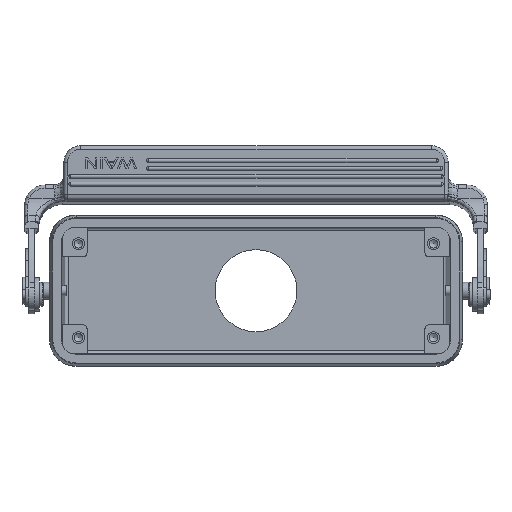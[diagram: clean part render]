
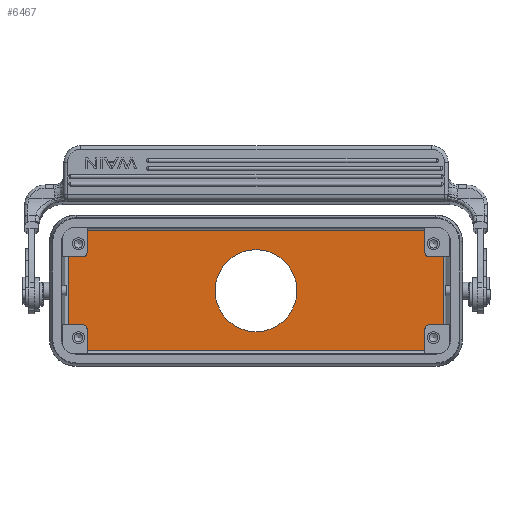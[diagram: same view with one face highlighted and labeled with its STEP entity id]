
A CAD part, front view. The second image highlights one B-rep face of the part: STEP entity #6467.
In plain terms, the highlighted planar face has unit normal (0, -1, 0).
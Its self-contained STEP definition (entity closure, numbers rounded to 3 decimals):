
#1762=PLANE('',#21881);
#3338=LINE('',#33961,#5084);
#3340=LINE('',#33965,#5086);
#3342=LINE('',#33971,#5088);
#3349=LINE('',#33991,#5095);
#3352=LINE('',#33999,#5098);
#3367=LINE('',#34040,#5113);
#3369=LINE('',#34043,#5115);
#3373=LINE('',#34060,#5119);
#3374=LINE('',#34061,#5120);
#3375=LINE('',#34063,#5121);
#3376=LINE('',#34065,#5122);
#3377=LINE('',#34069,#5123);
#5084=VECTOR('',#25784,1.);
#5086=VECTOR('',#25788,1.);
#5088=VECTOR('',#25794,1.);
#5095=VECTOR('',#25813,1.);
#5098=VECTOR('',#25820,1.);
#5113=VECTOR('',#25857,1.);
#5115=VECTOR('',#25861,1.);
#5119=VECTOR('',#25877,1.);
#5120=VECTOR('',#25878,1.);
#5121=VECTOR('',#25879,1.);
#5122=VECTOR('',#25880,1.);
#5123=VECTOR('',#25883,1.);
#6467=ADVANCED_FACE('',(#7633,#7634),#1762,.F.);
#7633=FACE_BOUND('',#8455,.T.);
#7634=FACE_BOUND('',#8456,.T.);
#8455=EDGE_LOOP('',(#11908));
#8456=EDGE_LOOP('',(#11909,#11910,#11911,#11912,#11913,#11914,#11915,#11916,
#11917,#11918,#11919,#11920,#11921,#11922,#11923,#11924));
#11908=ORIENTED_EDGE('',*,*,#18610,.F.);
#11909=ORIENTED_EDGE('',*,*,#18581,.T.);
#11910=ORIENTED_EDGE('',*,*,#18577,.T.);
#11911=ORIENTED_EDGE('',*,*,#18571,.F.);
#11912=ORIENTED_EDGE('',*,*,#18567,.T.);
#11913=ORIENTED_EDGE('',*,*,#18564,.T.);
#11914=ORIENTED_EDGE('',*,*,#18562,.T.);
#11915=ORIENTED_EDGE('',*,*,#18558,.F.);
#11916=ORIENTED_EDGE('',*,*,#18601,.T.);
#11917=ORIENTED_EDGE('',*,*,#18603,.T.);
#11918=ORIENTED_EDGE('',*,*,#18611,.F.);
#11919=ORIENTED_EDGE('',*,*,#18608,.F.);
#11920=ORIENTED_EDGE('',*,*,#18612,.F.);
#11921=ORIENTED_EDGE('',*,*,#18613,.F.);
#11922=ORIENTED_EDGE('',*,*,#18614,.F.);
#11923=ORIENTED_EDGE('',*,*,#18615,.F.);
#11924=ORIENTED_EDGE('',*,*,#18616,.F.);
#16133=VERTEX_POINT('',#33948);
#16135=VERTEX_POINT('',#33952);
#16137=VERTEX_POINT('',#33957);
#16140=VERTEX_POINT('',#33966);
#16142=VERTEX_POINT('',#33972);
#16145=VERTEX_POINT('',#33980);
#16149=VERTEX_POINT('',#33992);
#16152=VERTEX_POINT('',#34000);
#16165=VERTEX_POINT('',#34038);
#16167=VERTEX_POINT('',#34044);
#16171=VERTEX_POINT('',#34053);
#16172=VERTEX_POINT('',#34055);
#16173=VERTEX_POINT('',#34059);
#16174=VERTEX_POINT('',#34062);
#16175=VERTEX_POINT('',#34064);
#16176=VERTEX_POINT('',#34066);
#16177=VERTEX_POINT('',#34068);
#18558=EDGE_CURVE('',#16135,#16133,#20425,.T.);
#18562=EDGE_CURVE('',#16137,#16133,#3338,.T.);
#18564=EDGE_CURVE('',#16140,#16137,#3340,.T.);
#18567=EDGE_CURVE('',#16142,#16140,#3342,.T.);
#18571=EDGE_CURVE('',#16142,#16145,#20429,.T.);
#18577=EDGE_CURVE('',#16149,#16145,#3349,.T.);
#18581=EDGE_CURVE('',#16152,#16149,#3352,.T.);
#18601=EDGE_CURVE('',#16135,#16165,#3367,.T.);
#18603=EDGE_CURVE('',#16165,#16167,#3369,.T.);
#18608=EDGE_CURVE('',#16171,#16172,#20435,.T.);
#18610=EDGE_CURVE('',#16173,#16173,#20436,.T.);
#18611=EDGE_CURVE('',#16172,#16167,#3373,.T.);
#18612=EDGE_CURVE('',#16174,#16171,#3374,.T.);
#18613=EDGE_CURVE('',#16175,#16174,#3375,.T.);
#18614=EDGE_CURVE('',#16176,#16175,#3376,.T.);
#18615=EDGE_CURVE('',#16177,#16176,#20437,.T.);
#18616=EDGE_CURVE('',#16152,#16177,#3377,.T.);
#20425=CIRCLE('',#21848,1.154);
#20429=CIRCLE('',#21856,1.154);
#20435=CIRCLE('',#21877,1.154);
#20436=CIRCLE('',#21879,12.);
#20437=CIRCLE('',#21880,1.154);
#21848=AXIS2_PLACEMENT_3D('',#33953,#25776,#25777);
#21856=AXIS2_PLACEMENT_3D('',#33979,#25801,#25802);
#21877=AXIS2_PLACEMENT_3D('',#34054,#25870,#25871);
#21879=AXIS2_PLACEMENT_3D('',#34058,#25875,#25876);
#21880=AXIS2_PLACEMENT_3D('',#34067,#25881,#25882);
#21881=AXIS2_PLACEMENT_3D('',#34070,#25884,#25885);
#25776=DIRECTION('',(0.,-1.,0.));
#25777=DIRECTION('',(1.,0.,0.));
#25784=DIRECTION('',(1.,0.,0.));
#25788=DIRECTION('',(0.,0.,-1.));
#25794=DIRECTION('',(-1.,0.,0.));
#25801=DIRECTION('',(0.,-1.,0.));
#25802=DIRECTION('',(0.,0.,-1.));
#25813=DIRECTION('',(0.,0.,-1.));
#25820=DIRECTION('',(-1.,0.,0.));
#25857=DIRECTION('',(0.,0.,-1.));
#25861=DIRECTION('',(1.,0.,0.));
#25870=DIRECTION('',(0.,-1.,0.));
#25871=DIRECTION('',(0.,0.,1.));
#25875=DIRECTION('',(0.,-1.,0.));
#25876=DIRECTION('',(0.,0.,1.));
#25877=DIRECTION('',(0.,0.,-1.));
#25878=DIRECTION('',(-1.,0.,0.));
#25879=DIRECTION('',(0.,0.,-1.));
#25880=DIRECTION('',(1.,0.,0.));
#25881=DIRECTION('',(0.,-1.,0.));
#25882=DIRECTION('',(-1.,0.,0.));
#25883=DIRECTION('',(0.,0.,-1.));
#25884=DIRECTION('',(0.,1.,0.));
#25885=DIRECTION('',(-1.,0.,0.));
#33948=CARTESIAN_POINT('',(-50.654,52.,-10.));
#33952=CARTESIAN_POINT('',(-49.5,52.,-11.154));
#33953=CARTESIAN_POINT('',(-50.654,52.,-11.154));
#33957=CARTESIAN_POINT('',(-55.072,52.,-10.));
#33961=CARTESIAN_POINT('',(0.,52.,-10.));
#33965=CARTESIAN_POINT('',(-55.072,52.,0.));
#33966=CARTESIAN_POINT('',(-55.072,52.,10.));
#33971=CARTESIAN_POINT('',(-50.654,52.,10.));
#33972=CARTESIAN_POINT('',(-50.654,52.,10.));
#33979=CARTESIAN_POINT('',(-50.654,52.,11.154));
#33980=CARTESIAN_POINT('',(-49.5,52.,11.154));
#33991=CARTESIAN_POINT('',(-49.5,52.,0.));
#33992=CARTESIAN_POINT('',(-49.5,52.,17.5));
#33999=CARTESIAN_POINT('',(49.5,52.,17.5));
#34000=CARTESIAN_POINT('',(49.5,52.,17.5));
#34038=CARTESIAN_POINT('',(-49.5,52.,-17.5));
#34040=CARTESIAN_POINT('',(-49.5,52.,-11.154));
#34043=CARTESIAN_POINT('',(-49.5,52.,-17.5));
#34044=CARTESIAN_POINT('',(49.5,52.,-17.5));
#34053=CARTESIAN_POINT('',(50.654,52.,-10.));
#34054=CARTESIAN_POINT('',(50.654,52.,-11.154));
#34055=CARTESIAN_POINT('',(49.5,52.,-11.154));
#34058=CARTESIAN_POINT('',(0.,52.,0.));
#34059=CARTESIAN_POINT('',(0.,52.,12.));
#34060=CARTESIAN_POINT('',(49.5,52.,-11.154));
#34061=CARTESIAN_POINT('',(55.072,52.,-10.));
#34062=CARTESIAN_POINT('',(55.072,52.,-10.));
#34063=CARTESIAN_POINT('',(55.072,52.,0.));
#34064=CARTESIAN_POINT('',(55.072,52.,10.));
#34065=CARTESIAN_POINT('',(-53.742,52.,10.));
#34066=CARTESIAN_POINT('',(50.654,52.,10.));
#34067=CARTESIAN_POINT('',(50.654,52.,11.154));
#34068=CARTESIAN_POINT('',(49.5,52.,11.154));
#34069=CARTESIAN_POINT('',(49.5,52.,-14.827));
#34070=CARTESIAN_POINT('',(0.,52.,0.));
